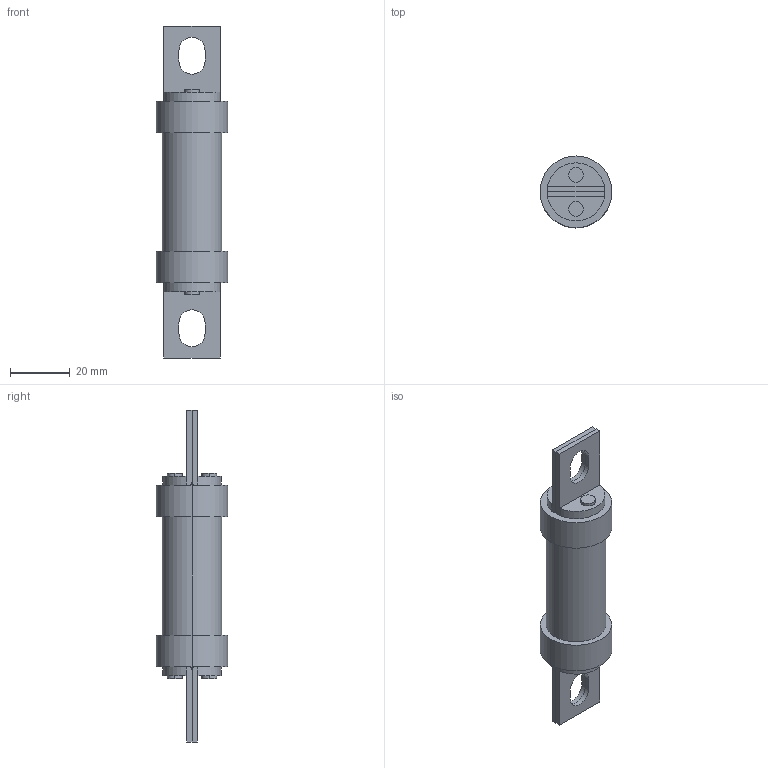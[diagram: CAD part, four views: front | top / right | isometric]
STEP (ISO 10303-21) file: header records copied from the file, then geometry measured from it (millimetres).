
FILE_DESCRIPTION (( 'STEP AP214' ), '1' );
FILE_NAME ('PF-FB2 Series.STEP', '2022-03-14T14:47:46', ( '' ), ( '' ), 'SwSTEP 2.0', 'SolidWorks 2021', '' );
FILE_SCHEMA (( 'AUTOMOTIVE_DESIGN' ));
Length unit declared in the file: millimetre
Products named in the file (1): PF-FB2 Series
Bounding box: 24.1 x 24.1 x 111.6 mm (x, y, z)
Volume: 26389.2 mm3; surface area: 10550.4 mm2
Topology: 5 solids, 5 shells, 86 faces, 210 edges, 140 vertices
Faces by surface type: plane 44, cylinder 42
Entity records: 2682 total; most frequent: DIRECTION 468, CARTESIAN_POINT 437, ORIENTED_EDGE 420, EDGE_CURVE 210, AXIS2_PLACEMENT_3D 171, VERTEX_POINT 140, LINE 126, VECTOR 126
